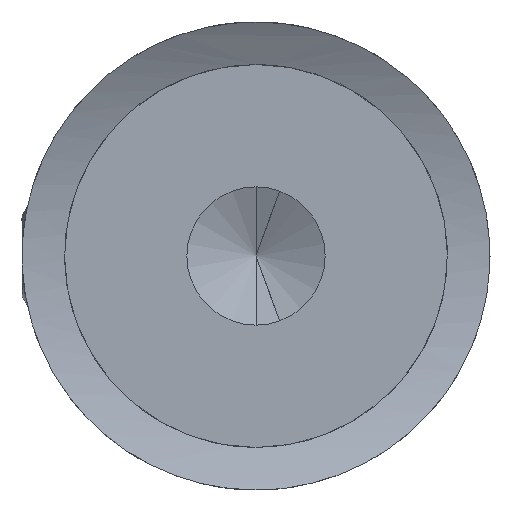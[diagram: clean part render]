
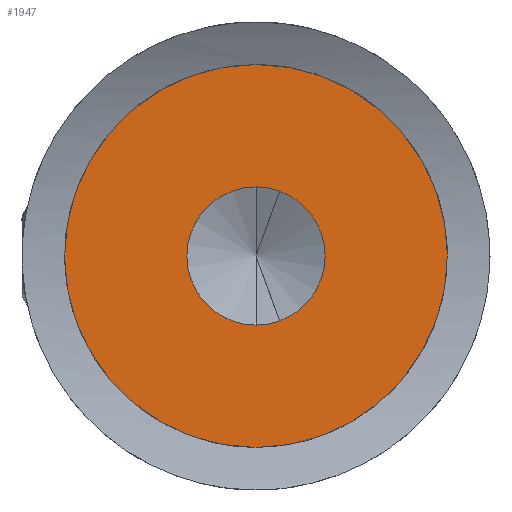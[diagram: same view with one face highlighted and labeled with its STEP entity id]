
A CAD part, left-side view. The second image highlights one B-rep face of the part: STEP entity #1947.
In plain terms, the highlighted planar face has unit normal (-1, 0, 0).
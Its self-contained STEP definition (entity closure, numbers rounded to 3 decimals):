
#9 = DIRECTION ( 'NONE',  ( -1., 0., 0. ) ) ;
#150 = CIRCLE ( 'NONE', #388, 3.25 ) ;
#216 = CARTESIAN_POINT ( 'NONE',  ( 8.5, 0., 3.25 ) ) ;
#239 = VERTEX_POINT ( 'NONE', #216 ) ;
#251 = EDGE_LOOP ( 'NONE', ( #2647, #2769 ) ) ;
#254 = EDGE_LOOP ( 'NONE', ( #924, #2380 ) ) ;
#255 = CARTESIAN_POINT ( 'NONE',  ( 8.5, 0., 0. ) ) ;
#310 = FACE_OUTER_BOUND ( 'NONE', #251, .T. ) ;
#339 = DIRECTION ( 'NONE',  ( 1., 0., 0. ) ) ;
#377 = CARTESIAN_POINT ( 'NONE',  ( 8.5, 0., 0. ) ) ;
#384 = VERTEX_POINT ( 'NONE', #2818 ) ;
#388 = AXIS2_PLACEMENT_3D ( 'NONE', #255, #9, #441 ) ;
#441 = DIRECTION ( 'NONE',  ( 0., 0., 1. ) ) ;
#496 = VERTEX_POINT ( 'NONE', #2788 ) ;
#548 = CARTESIAN_POINT ( 'NONE',  ( 8.5, 0., 0. ) ) ;
#576 = AXIS2_PLACEMENT_3D ( 'NONE', #377, #1309, #842 ) ;
#842 = DIRECTION ( 'NONE',  ( 0., 0., 1. ) ) ;
#901 = EDGE_CURVE ( 'NONE', #1477, #496, #1807, .T. ) ;
#924 = ORIENTED_EDGE ( 'NONE', *, *, #1504, .F. ) ;
#983 = DIRECTION ( 'NONE',  ( -1., 0., 0. ) ) ;
#1050 = PLANE ( 'NONE',  #2815 ) ;
#1179 = DIRECTION ( 'NONE',  ( 0., 0., 1. ) ) ;
#1229 = CARTESIAN_POINT ( 'NONE',  ( 8.5, 3.25, 0. ) ) ;
#1258 = EDGE_CURVE ( 'NONE', #496, #1477, #2727, .T. ) ;
#1259 = DIRECTION ( 'NONE',  ( 0., 0., -1. ) ) ;
#1309 = DIRECTION ( 'NONE',  ( -1., 0., 0. ) ) ;
#1466 = AXIS2_PLACEMENT_3D ( 'NONE', #2945, #2280, #1511 ) ;
#1477 = VERTEX_POINT ( 'NONE', #2441 ) ;
#1504 = EDGE_CURVE ( 'NONE', #239, #384, #2862, .T. ) ;
#1511 = DIRECTION ( 'NONE',  ( 0., 0., 1. ) ) ;
#1807 = CIRCLE ( 'NONE', #1466, 9. ) ;
#1947 = ADVANCED_FACE ( 'NONE', ( #2871, #310 ), #1050, .F. ) ;
#2280 = DIRECTION ( 'NONE',  ( -1., 0., 0. ) ) ;
#2344 = EDGE_CURVE ( 'NONE', #384, #239, #150, .T. ) ;
#2380 = ORIENTED_EDGE ( 'NONE', *, *, #2344, .F. ) ;
#2441 = CARTESIAN_POINT ( 'NONE',  ( 8.5, 0., 9. ) ) ;
#2588 = AXIS2_PLACEMENT_3D ( 'NONE', #548, #983, #1179 ) ;
#2647 = ORIENTED_EDGE ( 'NONE', *, *, #901, .T. ) ;
#2727 = CIRCLE ( 'NONE', #2588, 9. ) ;
#2769 = ORIENTED_EDGE ( 'NONE', *, *, #1258, .T. ) ;
#2788 = CARTESIAN_POINT ( 'NONE',  ( 8.5, 0., -9. ) ) ;
#2815 = AXIS2_PLACEMENT_3D ( 'NONE', #1229, #339, #1259 ) ;
#2818 = CARTESIAN_POINT ( 'NONE',  ( 8.5, 0., -3.25 ) ) ;
#2862 = CIRCLE ( 'NONE', #576, 3.25 ) ;
#2871 = FACE_BOUND ( 'NONE', #254, .T. ) ;
#2945 = CARTESIAN_POINT ( 'NONE',  ( 8.5, 0., 0. ) ) ;
